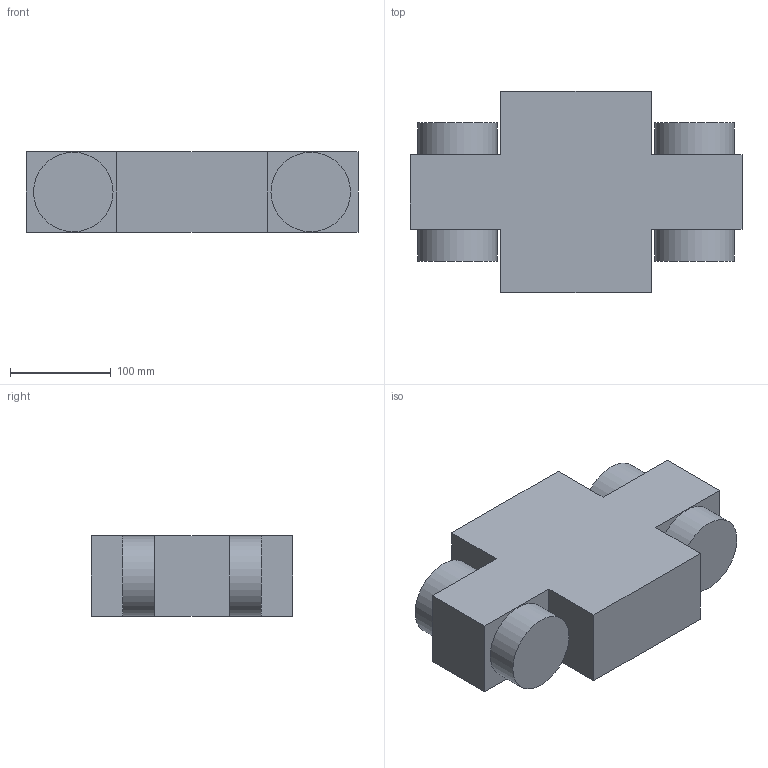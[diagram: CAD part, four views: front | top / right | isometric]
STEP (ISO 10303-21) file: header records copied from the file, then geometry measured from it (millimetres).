
FILE_DESCRIPTION(/* description */ (''),/* implementation_level */ '2;1');
FILE_NAME(/* name */ 'body_inventor.step',/* time_stamp */ '2021-01-07T10:02:09-05:00',/* author */ ('DELL'),/* organization */ (''),/* preprocessor_version */ 'ST-DEVELOPER v18',/* originating_system */ 'Autodesk Inventor 2020',/* authorisation */ '');
FILE_SCHEMA (('AUTOMOTIVE_DESIGN { 1 0 10303 214 3 1 1 }'));
Length unit declared in the file: millimetre
Products named in the file (1): body_inventor
Bounding box: 330 x 200 x 80 mm (x, y, z)
Volume: 2185152.1 mm3; surface area: 322071.6 mm2
Topology: 1 solids, 2 shells, 36 faces, 88 edges, 60 vertices
Faces by surface type: plane 32, cylinder 4
Full cylindrical faces by diameter (mm): 79 x4
Entity records: 1095 total; most frequent: CARTESIAN_POINT 185, ORIENTED_EDGE 176, DIRECTION 174, EDGE_CURVE 88, LINE 76, VECTOR 76, VERTEX_POINT 60, AXIS2_PLACEMENT_3D 49
